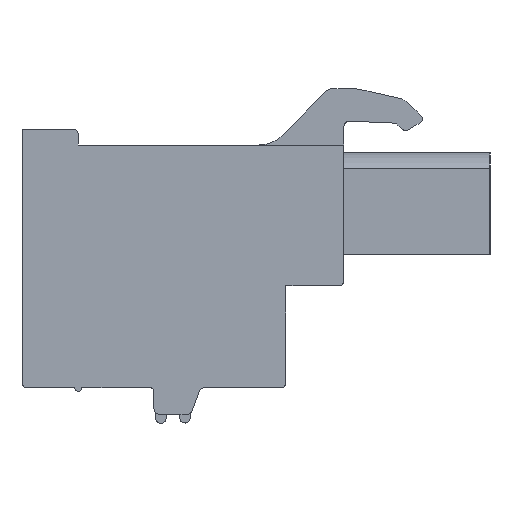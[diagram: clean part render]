
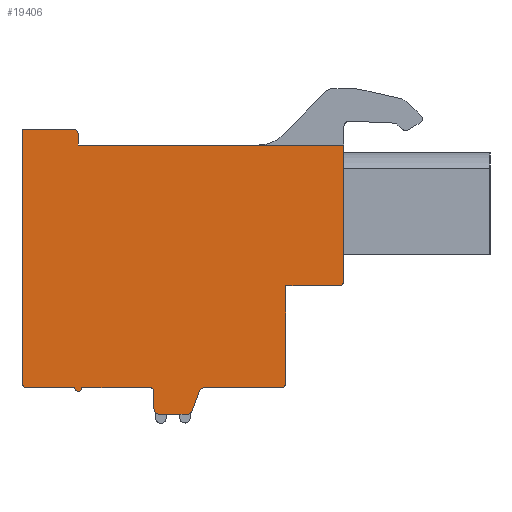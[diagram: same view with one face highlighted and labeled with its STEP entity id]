
A CAD part, left-side view. The second image highlights one B-rep face of the part: STEP entity #19406.
In plain terms, the highlighted planar face has unit normal (-1, 0, 0).
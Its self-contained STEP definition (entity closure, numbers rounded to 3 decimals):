
#102=DIRECTION('',(0.,0.,1.));
#103=VECTOR('',#102,5.5);
#104=CARTESIAN_POINT('',(-122.54,-2.36,-6.54));
#105=LINE('',#104,#103);
#110=CARTESIAN_POINT('',(-122.54,-5.36,-0.74));
#111=DIRECTION('',(1.,0.,0.));
#112=DIRECTION('',(0.,-1.,0.));
#113=AXIS2_PLACEMENT_3D('',#110,#111,#112);
#115=DIRECTION('',(0.,-1.,0.));
#116=VECTOR('',#115,3.);
#117=CARTESIAN_POINT('',(-122.54,-2.36,-1.04));
#118=LINE('',#117,#116);
#119=CARTESIAN_POINT('',(-122.54,-2.06,-6.54));
#120=DIRECTION('',(1.,0.,0.));
#121=DIRECTION('',(0.,-1.,0.));
#122=AXIS2_PLACEMENT_3D('',#119,#120,#121);
#124=DIRECTION('',(0.,1.,0.));
#125=VECTOR('',#124,4.34);
#126=CARTESIAN_POINT('',(-122.54,-2.06,-6.84));
#127=LINE('',#126,#125);
#128=CARTESIAN_POINT('',(-122.54,2.28,-7.14));
#129=DIRECTION('',(-1.,0.,0.));
#130=DIRECTION('',(0.,0.,1.));
#131=AXIS2_PLACEMENT_3D('',#128,#129,#130);
#133=DIRECTION('',(0.,0.345,-0.939));
#134=VECTOR('',#133,1.179);
#135=CARTESIAN_POINT('',(-122.54,2.562,-7.037));
#136=LINE('',#135,#134);
#137=CARTESIAN_POINT('',(-122.54,3.25,-8.04));
#138=DIRECTION('',(1.,0.,0.));
#139=DIRECTION('',(0.,-0.939,-0.345));
#140=AXIS2_PLACEMENT_3D('',#137,#138,#139);
#142=DIRECTION('',(0.,1.,0.));
#143=VECTOR('',#142,1.59);
#144=CARTESIAN_POINT('',(-122.54,3.25,-8.34));
#145=LINE('',#144,#143);
#146=CARTESIAN_POINT('',(-122.54,4.84,-8.04));
#147=DIRECTION('',(1.,0.,0.));
#148=DIRECTION('',(0.,0.,-1.));
#149=AXIS2_PLACEMENT_3D('',#146,#147,#148);
#151=DIRECTION('',(0.,0.,1.));
#152=VECTOR('',#151,1.);
#153=CARTESIAN_POINT('',(-122.54,5.14,-8.04));
#154=LINE('',#153,#152);
#155=CARTESIAN_POINT('',(-122.54,5.34,-7.04));
#156=DIRECTION('',(-1.,0.,0.));
#157=DIRECTION('',(0.,-1.,0.));
#158=AXIS2_PLACEMENT_3D('',#155,#156,#157);
#160=DIRECTION('',(0.,1.,0.));
#161=VECTOR('',#160,3.9);
#162=CARTESIAN_POINT('',(-122.54,5.34,-6.84));
#163=LINE('',#162,#161);
#164=CARTESIAN_POINT('',(-122.54,9.44,-6.84));
#165=DIRECTION('',(1.,0.,0.));
#166=DIRECTION('',(0.,-1.,0.));
#167=AXIS2_PLACEMENT_3D('',#164,#165,#166);
#169=DIRECTION('',(0.,1.,0.));
#170=VECTOR('',#169,2.7);
#171=CARTESIAN_POINT('',(-122.54,9.64,-6.84));
#172=LINE('',#171,#170);
#173=CARTESIAN_POINT('',(-122.54,12.34,-6.54));
#174=DIRECTION('',(1.,0.,0.));
#175=DIRECTION('',(0.,0.,-1.));
#176=AXIS2_PLACEMENT_3D('',#173,#174,#175);
#178=DIRECTION('',(0.,0.,1.));
#179=VECTOR('',#178,14.4);
#180=CARTESIAN_POINT('',(-122.54,12.64,-6.54));
#181=LINE('',#180,#179);
#182=DIRECTION('',(0.,-1.,0.));
#183=VECTOR('',#182,2.9);
#184=CARTESIAN_POINT('',(-122.54,12.64,7.86));
#185=LINE('',#184,#183);
#186=CARTESIAN_POINT('',(-122.54,9.74,7.56));
#187=DIRECTION('',(1.,0.,0.));
#188=DIRECTION('',(0.,0.,1.));
#189=AXIS2_PLACEMENT_3D('',#186,#187,#188);
#191=DIRECTION('',(0.,0.,-1.));
#192=VECTOR('',#191,0.6);
#193=CARTESIAN_POINT('',(-122.54,9.44,7.56));
#194=LINE('',#193,#192);
#195=DIRECTION('',(0.,-1.,0.));
#196=VECTOR('',#195,15.1);
#197=CARTESIAN_POINT('',(-122.54,9.44,6.96));
#198=LINE('',#197,#196);
#5741=DIRECTION('',(0.,0.,1.));
#5742=VECTOR('',#5741,7.7);
#5743=CARTESIAN_POINT('',(-122.54,-5.66,-0.74));
#5744=LINE('',#5743,#5742);
#14701=CARTESIAN_POINT('',(-122.54,9.44,6.96));
#14702=CARTESIAN_POINT('',(-122.54,-5.66,6.96));
#14703=VERTEX_POINT('',#14701);
#14704=VERTEX_POINT('',#14702);
#14705=CARTESIAN_POINT('',(-122.54,-2.36,-6.54));
#14706=CARTESIAN_POINT('',(-122.54,-2.06,-6.84));
#14707=VERTEX_POINT('',#14705);
#14708=VERTEX_POINT('',#14706);
#14709=CARTESIAN_POINT('',(-122.54,2.28,-6.84));
#14710=VERTEX_POINT('',#14709);
#14711=CARTESIAN_POINT('',(-122.54,2.562,-7.037));
#14712=VERTEX_POINT('',#14711);
#14713=CARTESIAN_POINT('',(-122.54,2.968,-8.143));
#14714=VERTEX_POINT('',#14713);
#14715=CARTESIAN_POINT('',(-122.54,3.25,-8.34));
#14716=VERTEX_POINT('',#14715);
#14717=CARTESIAN_POINT('',(-122.54,4.84,-8.34));
#14718=VERTEX_POINT('',#14717);
#14719=CARTESIAN_POINT('',(-122.54,5.14,-8.04));
#14720=VERTEX_POINT('',#14719);
#14721=CARTESIAN_POINT('',(-122.54,5.14,-7.04));
#14722=VERTEX_POINT('',#14721);
#14723=CARTESIAN_POINT('',(-122.54,5.34,-6.84));
#14724=VERTEX_POINT('',#14723);
#14725=CARTESIAN_POINT('',(-122.54,9.24,-6.84));
#14726=VERTEX_POINT('',#14725);
#14727=CARTESIAN_POINT('',(-122.54,9.64,-6.84));
#14728=VERTEX_POINT('',#14727);
#14729=CARTESIAN_POINT('',(-122.54,12.34,-6.84));
#14730=VERTEX_POINT('',#14729);
#14731=CARTESIAN_POINT('',(-122.54,12.64,-6.54));
#14732=VERTEX_POINT('',#14731);
#14733=CARTESIAN_POINT('',(-122.54,12.64,7.86));
#14734=VERTEX_POINT('',#14733);
#14735=CARTESIAN_POINT('',(-122.54,9.74,7.86));
#14736=VERTEX_POINT('',#14735);
#14737=CARTESIAN_POINT('',(-122.54,9.44,7.56));
#14738=VERTEX_POINT('',#14737);
#19189=CARTESIAN_POINT('',(-122.54,-5.66,-0.74));
#19190=CARTESIAN_POINT('',(-122.54,-5.36,-1.04));
#19191=VERTEX_POINT('',#19189);
#19192=VERTEX_POINT('',#19190);
#19193=CARTESIAN_POINT('',(-122.54,-2.36,-1.04));
#19194=VERTEX_POINT('',#19193);
#19358=CARTESIAN_POINT('',(-122.54,0.,0.));
#19359=DIRECTION('',(1.,0.,0.));
#19360=DIRECTION('',(0.,-1.,0.));
#19361=AXIS2_PLACEMENT_3D('',#19358,#19359,#19360);
#19362=PLANE('',#19361);
#19363=ORIENTED_EDGE('',*,*,#19322,.T.);
#19364=ORIENTED_EDGE('',*,*,#19337,.F.);
#19365=ORIENTED_EDGE('',*,*,#19349,.F.);
#19367=ORIENTED_EDGE('',*,*,#19366,.T.);
#19369=ORIENTED_EDGE('',*,*,#19368,.T.);
#19371=ORIENTED_EDGE('',*,*,#19370,.T.);
#19373=ORIENTED_EDGE('',*,*,#19372,.T.);
#19375=ORIENTED_EDGE('',*,*,#19374,.T.);
#19377=ORIENTED_EDGE('',*,*,#19376,.T.);
#19379=ORIENTED_EDGE('',*,*,#19378,.T.);
#19381=ORIENTED_EDGE('',*,*,#19380,.T.);
#19383=ORIENTED_EDGE('',*,*,#19382,.T.);
#19385=ORIENTED_EDGE('',*,*,#19384,.T.);
#19387=ORIENTED_EDGE('',*,*,#19386,.T.);
#19389=ORIENTED_EDGE('',*,*,#19388,.T.);
#19391=ORIENTED_EDGE('',*,*,#19390,.T.);
#19393=ORIENTED_EDGE('',*,*,#19392,.T.);
#19395=ORIENTED_EDGE('',*,*,#19394,.T.);
#19397=ORIENTED_EDGE('',*,*,#19396,.T.);
#19399=ORIENTED_EDGE('',*,*,#19398,.T.);
#19401=ORIENTED_EDGE('',*,*,#19400,.T.);
#19403=ORIENTED_EDGE('',*,*,#19402,.F.);
#19404=EDGE_LOOP('',(#19363,#19364,#19365,#19367,#19369,#19371,#19373,#19375,
#19377,#19379,#19381,#19383,#19385,#19387,#19389,#19391,#19393,#19395,#19397,
#19399,#19401,#19403));
#19405=FACE_OUTER_BOUND('',#19404,.F.);
#19406=ADVANCED_FACE('',(#19405),#19362,.F.);
#114=CIRCLE('',#113,0.3);
#123=CIRCLE('',#122,0.3);
#132=CIRCLE('',#131,0.3);
#141=CIRCLE('',#140,0.3);
#150=CIRCLE('',#149,0.3);
#159=CIRCLE('',#158,0.2);
#168=CIRCLE('',#167,0.2);
#177=CIRCLE('',#176,0.3);
#190=CIRCLE('',#189,0.3);
#19322=EDGE_CURVE('',#19191,#19192,#114,.T.);
#19337=EDGE_CURVE('',#19194,#19192,#118,.T.);
#19349=EDGE_CURVE('',#14707,#19194,#105,.T.);
#19366=EDGE_CURVE('',#14707,#14708,#123,.T.);
#19368=EDGE_CURVE('',#14708,#14710,#127,.T.);
#19370=EDGE_CURVE('',#14710,#14712,#132,.T.);
#19372=EDGE_CURVE('',#14712,#14714,#136,.T.);
#19374=EDGE_CURVE('',#14714,#14716,#141,.T.);
#19376=EDGE_CURVE('',#14716,#14718,#145,.T.);
#19378=EDGE_CURVE('',#14718,#14720,#150,.T.);
#19380=EDGE_CURVE('',#14720,#14722,#154,.T.);
#19382=EDGE_CURVE('',#14722,#14724,#159,.T.);
#19384=EDGE_CURVE('',#14724,#14726,#163,.T.);
#19386=EDGE_CURVE('',#14726,#14728,#168,.T.);
#19388=EDGE_CURVE('',#14728,#14730,#172,.T.);
#19390=EDGE_CURVE('',#14730,#14732,#177,.T.);
#19392=EDGE_CURVE('',#14732,#14734,#181,.T.);
#19394=EDGE_CURVE('',#14734,#14736,#185,.T.);
#19396=EDGE_CURVE('',#14736,#14738,#190,.T.);
#19398=EDGE_CURVE('',#14738,#14703,#194,.T.);
#19400=EDGE_CURVE('',#14703,#14704,#198,.T.);
#19402=EDGE_CURVE('',#19191,#14704,#5744,.T.);
